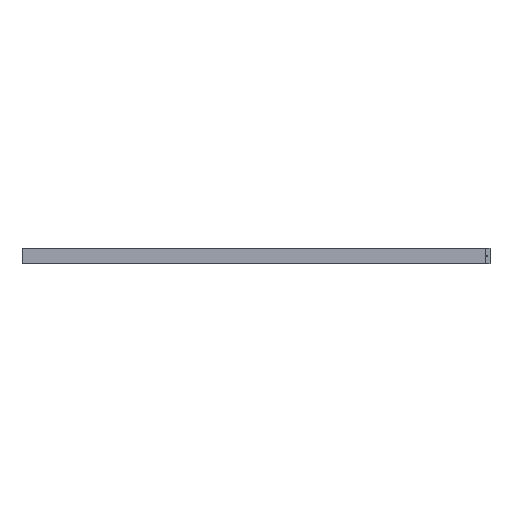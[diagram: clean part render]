
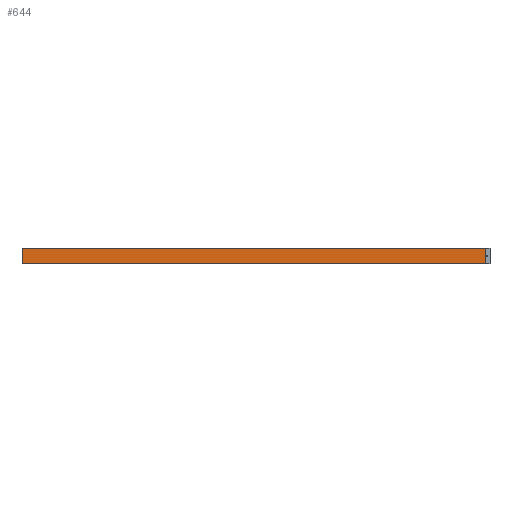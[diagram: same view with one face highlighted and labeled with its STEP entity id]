
A CAD part, front view. The second image highlights one B-rep face of the part: STEP entity #644.
In plain terms, the highlighted planar face has unit normal (0, -1, 0).
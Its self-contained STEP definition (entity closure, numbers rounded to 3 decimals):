
#148 = DIRECTION ( 'NONE',  ( -1., 0., 0. ) ) ;
#155 = CARTESIAN_POINT ( 'NONE',  ( -2970., 0., 50. ) ) ;
#191 = CARTESIAN_POINT ( 'NONE',  ( 100.002, 0., 50. ) ) ;
#264 = LINE ( 'NONE', #1529, #1295 ) ;
#277 = EDGE_CURVE ( 'NONE', #1372, #740, #977, .T. ) ;
#299 = EDGE_CURVE ( 'NONE', #1372, #1481, #264, .T. ) ;
#312 = ORIENTED_EDGE ( 'NONE', *, *, #836, .T. ) ;
#320 = DIRECTION ( 'NONE',  ( -1., 0., 0. ) ) ;
#357 = AXIS2_PLACEMENT_3D ( 'NONE', #155, #1540, #694 ) ;
#371 = CARTESIAN_POINT ( 'NONE',  ( 2.261, 0., -50. ) ) ;
#384 = CARTESIAN_POINT ( 'NONE',  ( 2.261, 0., 50. ) ) ;
#469 = VECTOR ( 'NONE', #739, 1000. ) ;
#644 = ADVANCED_FACE ( 'NONE', ( #909 ), #1408, .T. ) ;
#694 = DIRECTION ( 'NONE',  ( 0., 0., -1. ) ) ;
#739 = DIRECTION ( 'NONE',  ( 0., 0., -1. ) ) ;
#740 = VERTEX_POINT ( 'NONE', #1051 ) ;
#836 = EDGE_CURVE ( 'NONE', #1481, #1020, #1156, .T. ) ;
#861 = VECTOR ( 'NONE', #320, 1000. ) ;
#874 = ORIENTED_EDGE ( 'NONE', *, *, #1691, .T. ) ;
#909 = FACE_OUTER_BOUND ( 'NONE', #1611, .T. ) ;
#977 = LINE ( 'NONE', #1633, #1585 ) ;
#1020 = VERTEX_POINT ( 'NONE', #1722 ) ;
#1051 = CARTESIAN_POINT ( 'NONE',  ( -2970., 0., -50. ) ) ;
#1100 = ORIENTED_EDGE ( 'NONE', *, *, #299, .T. ) ;
#1156 = LINE ( 'NONE', #191, #861 ) ;
#1177 = LINE ( 'NONE', #1451, #469 ) ;
#1295 = VECTOR ( 'NONE', #1676, 1000. ) ;
#1372 = VERTEX_POINT ( 'NONE', #371 ) ;
#1408 = PLANE ( 'NONE',  #357 ) ;
#1451 = CARTESIAN_POINT ( 'NONE',  ( -2970., 0., 50. ) ) ;
#1481 = VERTEX_POINT ( 'NONE', #384 ) ;
#1512 = ORIENTED_EDGE ( 'NONE', *, *, #277, .F. ) ;
#1529 = CARTESIAN_POINT ( 'NONE',  ( 2.261, 0., -50. ) ) ;
#1540 = DIRECTION ( 'NONE',  ( 0., -1., 0. ) ) ;
#1585 = VECTOR ( 'NONE', #148, 1000. ) ;
#1611 = EDGE_LOOP ( 'NONE', ( #1512, #1100, #312, #874 ) ) ;
#1633 = CARTESIAN_POINT ( 'NONE',  ( 100.002, 0., -50. ) ) ;
#1676 = DIRECTION ( 'NONE',  ( 0., 0., 1. ) ) ;
#1691 = EDGE_CURVE ( 'NONE', #1020, #740, #1177, .T. ) ;
#1722 = CARTESIAN_POINT ( 'NONE',  ( -2970., 0., 50. ) ) ;
